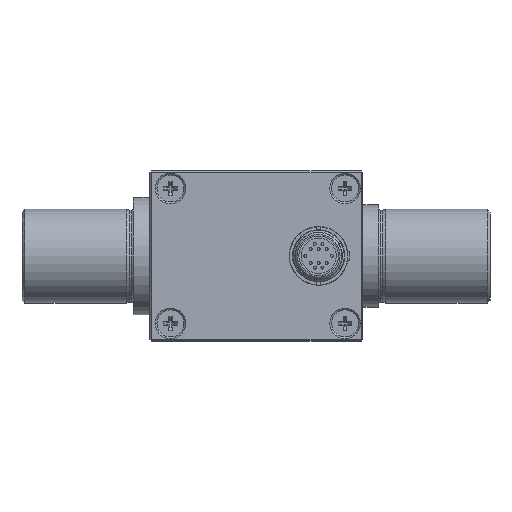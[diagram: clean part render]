
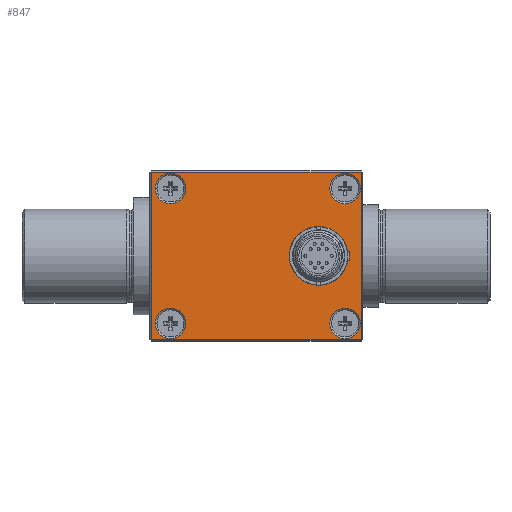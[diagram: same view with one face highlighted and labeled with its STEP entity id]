
A CAD part, top view. The second image highlights one B-rep face of the part: STEP entity #847.
In plain terms, the highlighted planar face has unit normal (0, 0, 1).
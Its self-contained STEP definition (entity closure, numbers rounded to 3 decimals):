
#847 = ADVANCED_FACE( '', ( #1680, #1681, #1682, #1683, #1684, #1685 ), #1686, .T. );
#1680 = FACE_OUTER_BOUND( '', #2882, .T. );
#1681 = FACE_BOUND( '', #2883, .T. );
#1682 = FACE_BOUND( '', #2884, .T. );
#1683 = FACE_BOUND( '', #2885, .T. );
#1684 = FACE_BOUND( '', #2886, .T. );
#1685 = FACE_BOUND( '', #2887, .T. );
#1686 = PLANE( '', #2888 );
#2882 = EDGE_LOOP( '', ( #4216, #4217, #4218, #4219 ) );
#2883 = EDGE_LOOP( '', ( #4220 ) );
#2884 = EDGE_LOOP( '', ( #4221 ) );
#2885 = EDGE_LOOP( '', ( #4222 ) );
#2886 = EDGE_LOOP( '', ( #4223 ) );
#2887 = EDGE_LOOP( '', ( #4224, #4225, #4226, #4227 ) );
#2888 = AXIS2_PLACEMENT_3D( '', #4228, #4229, #4230 );
#4216 = ORIENTED_EDGE( '', *, *, #6098, .T. );
#4217 = ORIENTED_EDGE( '', *, *, #6099, .T. );
#4218 = ORIENTED_EDGE( '', *, *, #6100, .T. );
#4219 = ORIENTED_EDGE( '', *, *, #6101, .T. );
#4220 = ORIENTED_EDGE( '', *, *, #5989, .T. );
#4221 = ORIENTED_EDGE( '', *, *, #6006, .T. );
#4222 = ORIENTED_EDGE( '', *, *, #6102, .T. );
#4223 = ORIENTED_EDGE( '', *, *, #6103, .T. );
#4224 = ORIENTED_EDGE( '', *, *, #6104, .T. );
#4225 = ORIENTED_EDGE( '', *, *, #6105, .T. );
#4226 = ORIENTED_EDGE( '', *, *, #6106, .T. );
#4227 = ORIENTED_EDGE( '', *, *, #6107, .T. );
#4228 = CARTESIAN_POINT( '', ( -36.25, 29., 16.2 ) );
#4229 = DIRECTION( '', ( 0., 0., 1. ) );
#4230 = DIRECTION( '', ( 1., 0., 0. ) );
#5989 = EDGE_CURVE( '', #7110, #7110, #7111, .T. );
#6006 = EDGE_CURVE( '', #7139, #7139, #7140, .T. );
#6098 = EDGE_CURVE( '', #7287, #7288, #7289, .T. );
#6099 = EDGE_CURVE( '', #7288, #7290, #7291, .T. );
#6100 = EDGE_CURVE( '', #7290, #7292, #7293, .T. );
#6101 = EDGE_CURVE( '', #7292, #7287, #7294, .T. );
#6102 = EDGE_CURVE( '', #7295, #7295, #7296, .T. );
#6103 = EDGE_CURVE( '', #7297, #7297, #7298, .T. );
#6104 = EDGE_CURVE( '', #7299, #7300, #7301, .T. );
#6105 = EDGE_CURVE( '', #7300, #7302, #7303, .T. );
#6106 = EDGE_CURVE( '', #7302, #7304, #7305, .T. );
#6107 = EDGE_CURVE( '', #7304, #7299, #7306, .T. );
#7110 = VERTEX_POINT( '', #8214 );
#7111 = CIRCLE( '', #8215, 5.2 );
#7139 = VERTEX_POINT( '', #8245 );
#7140 = CIRCLE( '', #8246, 5.2 );
#7287 = VERTEX_POINT( '', #8411 );
#7288 = VERTEX_POINT( '', #8412 );
#7289 = LINE( '', #8413, #8414 );
#7290 = VERTEX_POINT( '', #8415 );
#7291 = LINE( '', #8416, #8417 );
#7292 = VERTEX_POINT( '', #8418 );
#7293 = LINE( '', #8419, #8420 );
#7294 = LINE( '', #8421, #8422 );
#7295 = VERTEX_POINT( '', #8423 );
#7296 = CIRCLE( '', #8424, 5.2 );
#7297 = VERTEX_POINT( '', #8425 );
#7298 = CIRCLE( '', #8426, 5.2 );
#7299 = VERTEX_POINT( '', #8427 );
#7300 = VERTEX_POINT( '', #8428 );
#7301 = LINE( '', #8429, #8430 );
#7302 = VERTEX_POINT( '', #8431 );
#7303 = CIRCLE( '', #8432, 9.25 );
#7304 = VERTEX_POINT( '', #8433 );
#7305 = LINE( '', #8434, #8435 );
#7306 = LINE( '', #8436, #8437 );
#8214 = CARTESIAN_POINT( '', ( -29.25, 28.2, 16.2 ) );
#8215 = AXIS2_PLACEMENT_3D( '', #9545, #9546, #9547 );
#8245 = CARTESIAN_POINT( '', ( -29.25, -17.8, 16.2 ) );
#8246 = AXIS2_PLACEMENT_3D( '', #9577, #9578, #9579 );
#8411 = CARTESIAN_POINT( '', ( 35.75, -28.5, 16.2 ) );
#8412 = CARTESIAN_POINT( '', ( 35.75, 28.5, 16.2 ) );
#8413 = CARTESIAN_POINT( '', ( 35.75, 29., 16.2 ) );
#8414 = VECTOR( '', #9727, 1000. );
#8415 = CARTESIAN_POINT( '', ( -35.75, 28.5, 16.2 ) );
#8416 = CARTESIAN_POINT( '', ( -36.25, 28.5, 16.2 ) );
#8417 = VECTOR( '', #9728, 1000. );
#8418 = CARTESIAN_POINT( '', ( -35.75, -28.5, 16.2 ) );
#8419 = CARTESIAN_POINT( '', ( -35.75, -29., 16.2 ) );
#8420 = VECTOR( '', #9729, 1000. );
#8421 = CARTESIAN_POINT( '', ( 36.25, -28.5, 16.2 ) );
#8422 = VECTOR( '', #9730, 1000. );
#8423 = CARTESIAN_POINT( '', ( 30.25, -17.8, 16.2 ) );
#8424 = AXIS2_PLACEMENT_3D( '', #9731, #9732, #9733 );
#8425 = CARTESIAN_POINT( '', ( 30.25, 28.2, 16.2 ) );
#8426 = AXIS2_PLACEMENT_3D( '', #9734, #9735, #9736 );
#8427 = CARTESIAN_POINT( '', ( 31.7, -1.5, 16.2 ) );
#8428 = CARTESIAN_POINT( '', ( 30.378, -1.5, 16.2 ) );
#8429 = CARTESIAN_POINT( '', ( 31.7, -1.5, 16.2 ) );
#8430 = VECTOR( '', #9737, 1000. );
#8431 = CARTESIAN_POINT( '', ( 30.378, 1.5, 16.2 ) );
#8432 = AXIS2_PLACEMENT_3D( '', #9738, #9739, #9740 );
#8433 = CARTESIAN_POINT( '', ( 31.7, 1.5, 16.2 ) );
#8434 = CARTESIAN_POINT( '', ( 30.378, 1.5, 16.2 ) );
#8435 = VECTOR( '', #9741, 1000. );
#8436 = CARTESIAN_POINT( '', ( 31.7, 1.5, 16.2 ) );
#8437 = VECTOR( '', #9742, 1000. );
#9545 = CARTESIAN_POINT( '', ( -29.25, 23., 16.2 ) );
#9546 = DIRECTION( '', ( 0., 0., -1. ) );
#9547 = DIRECTION( '', ( 0., 1., 0. ) );
#9577 = CARTESIAN_POINT( '', ( -29.25, -23., 16.2 ) );
#9578 = DIRECTION( '', ( 0., 0., -1. ) );
#9579 = DIRECTION( '', ( 0., 1., 0. ) );
#9727 = DIRECTION( '', ( 0., 1., 0. ) );
#9728 = DIRECTION( '', ( -1., 0., 0. ) );
#9729 = DIRECTION( '', ( 0., -1., 0. ) );
#9730 = DIRECTION( '', ( 1., 0., 0. ) );
#9731 = CARTESIAN_POINT( '', ( 30.25, -23., 16.2 ) );
#9732 = DIRECTION( '', ( 0., 0., -1. ) );
#9733 = DIRECTION( '', ( 0., 1., 0. ) );
#9734 = CARTESIAN_POINT( '', ( 30.25, 23., 16.2 ) );
#9735 = DIRECTION( '', ( 0., 0., -1. ) );
#9736 = DIRECTION( '', ( 0., 1., 0. ) );
#9737 = DIRECTION( '', ( -1., 0., 0. ) );
#9738 = CARTESIAN_POINT( '', ( 21.25, 0., 16.2 ) );
#9739 = DIRECTION( '', ( 0., 0., -1. ) );
#9740 = DIRECTION( '', ( 1., 0., 0. ) );
#9741 = DIRECTION( '', ( 1., 0., 0. ) );
#9742 = DIRECTION( '', ( 0., -1., 0. ) );
